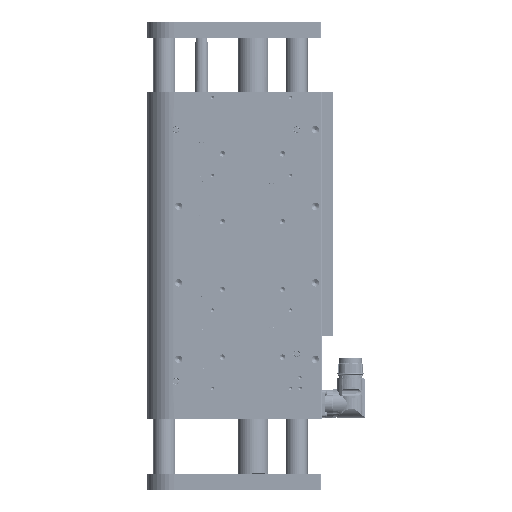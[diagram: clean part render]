
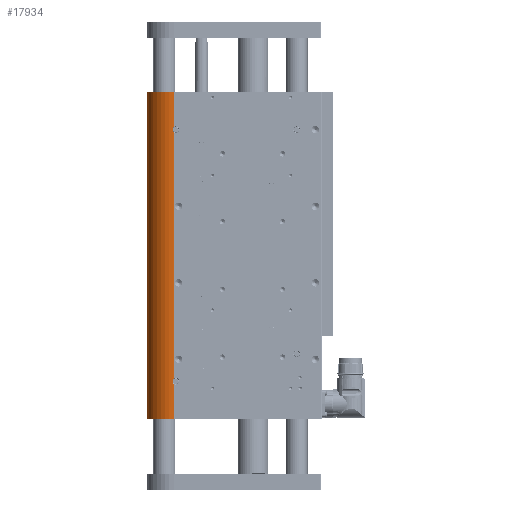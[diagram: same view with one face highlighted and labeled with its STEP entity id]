
A CAD part, left-side view. The second image highlights one B-rep face of the part: STEP entity #17934.
In plain terms, the highlighted cylindrical face has radius 25 mm (diameter 50 mm), a partial arc.
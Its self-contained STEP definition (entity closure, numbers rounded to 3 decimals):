
#1354 = CARTESIAN_POINT ( 'NONE',  ( -24.988, 72.807, 266.455 ) ) ;
#2122 = ORIENTED_EDGE ( 'NONE', *, *, #11121, .F. ) ;
#2832 = VERTEX_POINT ( 'NONE', #137189 ) ;
#3643 = EDGE_CURVE ( 'NONE', #7521, #2832, #167710, .T. ) ;
#4882 = CARTESIAN_POINT ( 'NONE',  ( -24.982, 72.963, 262.756 ) ) ;
#5064 = ORIENTED_EDGE ( 'NONE', *, *, #3643, .F. ) ;
#5523 = CARTESIAN_POINT ( 'NONE',  ( -24.956, 73.481, 34.632 ) ) ;
#6418 = CARTESIAN_POINT ( 'NONE',  ( -25., 72.23, 36.996 ) ) ;
#6765 = CARTESIAN_POINT ( 'NONE',  ( 25., 72., 299. ) ) ;
#7285 = CIRCLE ( 'NONE', #106727, 25. ) ;
#7521 = VERTEX_POINT ( 'NONE', #50630 ) ;
#11121 = EDGE_CURVE ( 'NONE', #73514, #80654, #51862, .T. ) ;
#11204 = ORIENTED_EDGE ( 'NONE', *, *, #24900, .T. ) ;
#13060 = EDGE_CURVE ( 'NONE', #50738, #135145, #155759, .T. ) ;
#17127 = VECTOR ( 'NONE', #45642, 1000. ) ;
#17673 = VECTOR ( 'NONE', #22102, 1000. ) ;
#17934 = ADVANCED_FACE ( 'NONE', ( #143741 ), #38533, .T. ) ;
#18154 = CARTESIAN_POINT ( 'NONE',  ( -24.988, 72.807, 262.545 ) ) ;
#22102 = DIRECTION ( 'NONE',  ( 0., 0., -1. ) ) ;
#24900 = EDGE_CURVE ( 'NONE', #97231, #80654, #58160, .T. ) ;
#25014 = DIRECTION ( 'NONE',  ( 0., 0., 1. ) ) ;
#26617 = B_SPLINE_CURVE_WITH_KNOTS ( 'NONE', 3,
 ( #32164, #130158, #58819, #113180, #167644, #45580, #88235, #74912, #127483, #5523, #59696, #168527, #46450, #100722, #33060, #87336, #141818, #74023, #6418, #60587 ),
 .UNSPECIFIED., .F., .F.,
 ( 4, 2, 2, 2, 2, 2, 2, 2, 2, 4 ),
 ( 0., 0.001, 0.002, 0.003, 0.003, 0.004, 0.004, 0.005, 0.006, 0.006 ),
 .UNSPECIFIED. ) ;
#28462 = B_SPLINE_CURVE_WITH_KNOTS ( 'NONE', 3,
 ( #123330, #110780, #72506, #18154, #4882, #59056, #113420, #167884, #44071, #109920, #83202, #45816, #139383, #44943, #69898, #42285, #1354, #100062, #29766, #28898 ),
 .UNSPECIFIED., .F., .F.,
 ( 4, 2, 2, 2, 2, 2, 2, 2, 2, 4 ),
 ( 0., 0.001, 0.002, 0.003, 0.003, 0.004, 0.004, 0.005, 0.006, 0.006 ),
 .UNSPECIFIED. ) ;
#28898 = CARTESIAN_POINT ( 'NONE',  ( -25., 72., 267.127 ) ) ;
#29766 = CARTESIAN_POINT ( 'NONE',  ( -25., 72.23, 266.996 ) ) ;
#32164 = CARTESIAN_POINT ( 'NONE',  ( -25., 72., 31.873 ) ) ;
#33060 = CARTESIAN_POINT ( 'NONE',  ( -24.97, 73.221, 35.78 ) ) ;
#35008 = DIRECTION ( 'NONE',  ( 0., 0., -1. ) ) ;
#38219 = ORIENTED_EDGE ( 'NONE', *, *, #113840, .T. ) ;
#38533 = CYLINDRICAL_SURFACE ( 'NONE', #142264, 25. ) ;
#40718 = LINE ( 'NONE', #41601, #96713 ) ;
#41601 = CARTESIAN_POINT ( 'NONE',  ( 25., 72., 299. ) ) ;
#42285 = CARTESIAN_POINT ( 'NONE',  ( -24.982, 72.964, 266.244 ) ) ;
#44071 = CARTESIAN_POINT ( 'NONE',  ( -24.956, 73.481, 264.239 ) ) ;
#44943 = CARTESIAN_POINT ( 'NONE',  ( -24.965, 73.317, 265.537 ) ) ;
#45580 = CARTESIAN_POINT ( 'NONE',  ( -24.971, 73.22, 33.218 ) ) ;
#45642 = DIRECTION ( 'NONE',  ( 0., 0., -1. ) ) ;
#45816 = CARTESIAN_POINT ( 'NONE',  ( -24.958, 73.44, 265.024 ) ) ;
#45967 = VECTOR ( 'NONE', #68751, 1000. ) ;
#46450 = CARTESIAN_POINT ( 'NONE',  ( -24.96, 73.415, 35.155 ) ) ;
#48300 = CARTESIAN_POINT ( 'NONE',  ( -25., 72., 0. ) ) ;
#48398 = DIRECTION ( 'NONE',  ( -1., 0., 0. ) ) ;
#48984 = CARTESIAN_POINT ( 'NONE',  ( -25., 72., 31.873 ) ) ;
#50630 = CARTESIAN_POINT ( 'NONE',  ( -25., 72., 261.873 ) ) ;
#50738 = VERTEX_POINT ( 'NONE', #113980 ) ;
#51862 = LINE ( 'NONE', #78629, #45967 ) ;
#58160 = CIRCLE ( 'NONE', #160690, 25. ) ;
#58819 = CARTESIAN_POINT ( 'NONE',  ( -24.997, 72.438, 32.166 ) ) ;
#59056 = CARTESIAN_POINT ( 'NONE',  ( -24.971, 73.22, 263.218 ) ) ;
#59696 = CARTESIAN_POINT ( 'NONE',  ( -24.957, 73.473, 34.762 ) ) ;
#60587 = CARTESIAN_POINT ( 'NONE',  ( -25., 72., 37.127 ) ) ;
#68751 = DIRECTION ( 'NONE',  ( 0., 0., -1. ) ) ;
#69898 = CARTESIAN_POINT ( 'NONE',  ( -24.97, 73.221, 265.78 ) ) ;
#72506 = CARTESIAN_POINT ( 'NONE',  ( -24.997, 72.438, 262.166 ) ) ;
#73514 = VERTEX_POINT ( 'NONE', #48984 ) ;
#73747 = CARTESIAN_POINT ( 'NONE',  ( -25., 72., 299. ) ) ;
#74023 = CARTESIAN_POINT ( 'NONE',  ( -24.997, 72.441, 36.831 ) ) ;
#74912 = CARTESIAN_POINT ( 'NONE',  ( -24.958, 73.448, 33.973 ) ) ;
#78461 = ORIENTED_EDGE ( 'NONE', *, *, #122370, .F. ) ;
#78629 = CARTESIAN_POINT ( 'NONE',  ( -25., 72., 299. ) ) ;
#80654 = VERTEX_POINT ( 'NONE', #48300 ) ;
#83202 = CARTESIAN_POINT ( 'NONE',  ( -24.957, 73.473, 264.762 ) ) ;
#87336 = CARTESIAN_POINT ( 'NONE',  ( -24.982, 72.964, 36.244 ) ) ;
#88235 = CARTESIAN_POINT ( 'NONE',  ( -24.965, 73.317, 33.464 ) ) ;
#88748 = EDGE_LOOP ( 'NONE', ( #5064, #164164, #97826, #78461, #131668, #11204, #2122, #38219 ) ) ;
#89292 = CARTESIAN_POINT ( 'NONE',  ( 0., 72., 299. ) ) ;
#96713 = VECTOR ( 'NONE', #176209, 1000. ) ;
#97231 = VERTEX_POINT ( 'NONE', #161605 ) ;
#97826 = ORIENTED_EDGE ( 'NONE', *, *, #13060, .F. ) ;
#98695 = DIRECTION ( 'NONE',  ( 1., 0., 0. ) ) ;
#100062 = CARTESIAN_POINT ( 'NONE',  ( -24.997, 72.441, 266.831 ) ) ;
#100722 = CARTESIAN_POINT ( 'NONE',  ( -24.965, 73.317, 35.537 ) ) ;
#101314 = DIRECTION ( 'NONE',  ( 0., 0., 1. ) ) ;
#106727 = AXIS2_PLACEMENT_3D ( 'NONE', #131973, #25014, #172150 ) ;
#109920 = CARTESIAN_POINT ( 'NONE',  ( -24.956, 73.481, 264.632 ) ) ;
#110780 = CARTESIAN_POINT ( 'NONE',  ( -25., 72.229, 262.004 ) ) ;
#113180 = CARTESIAN_POINT ( 'NONE',  ( -24.988, 72.807, 32.545 ) ) ;
#113420 = CARTESIAN_POINT ( 'NONE',  ( -24.965, 73.317, 263.464 ) ) ;
#113840 = EDGE_CURVE ( 'NONE', #73514, #2832, #26617, .T. ) ;
#113980 = CARTESIAN_POINT ( 'NONE',  ( -25., 72., 299. ) ) ;
#114288 = EDGE_CURVE ( 'NONE', #7521, #135145, #28462, .T. ) ;
#115916 = CARTESIAN_POINT ( 'NONE',  ( -25., 72., 299. ) ) ;
#122370 = EDGE_CURVE ( 'NONE', #175817, #50738, #7285, .T. ) ;
#123330 = CARTESIAN_POINT ( 'NONE',  ( -25., 72., 261.873 ) ) ;
#127483 = CARTESIAN_POINT ( 'NONE',  ( -24.956, 73.481, 34.239 ) ) ;
#130158 = CARTESIAN_POINT ( 'NONE',  ( -25., 72.229, 32.004 ) ) ;
#131668 = ORIENTED_EDGE ( 'NONE', *, *, #165761, .T. ) ;
#131973 = CARTESIAN_POINT ( 'NONE',  ( 0., 72., 299. ) ) ;
#135145 = VERTEX_POINT ( 'NONE', #169438 ) ;
#137189 = CARTESIAN_POINT ( 'NONE',  ( -25., 72., 37.127 ) ) ;
#139383 = CARTESIAN_POINT ( 'NONE',  ( -24.96, 73.415, 265.155 ) ) ;
#141818 = CARTESIAN_POINT ( 'NONE',  ( -24.988, 72.807, 36.455 ) ) ;
#142264 = AXIS2_PLACEMENT_3D ( 'NONE', #89292, #35008, #48398 ) ;
#143741 = FACE_OUTER_BOUND ( 'NONE', #88748, .T. ) ;
#155759 = LINE ( 'NONE', #73747, #17673 ) ;
#160690 = AXIS2_PLACEMENT_3D ( 'NONE', #167353, #101314, #98695 ) ;
#161605 = CARTESIAN_POINT ( 'NONE',  ( 25., 72., 0. ) ) ;
#164164 = ORIENTED_EDGE ( 'NONE', *, *, #114288, .T. ) ;
#165761 = EDGE_CURVE ( 'NONE', #175817, #97231, #40718, .T. ) ;
#167353 = CARTESIAN_POINT ( 'NONE',  ( 0., 72., 0. ) ) ;
#167644 = CARTESIAN_POINT ( 'NONE',  ( -24.982, 72.963, 32.756 ) ) ;
#167710 = LINE ( 'NONE', #115916, #17127 ) ;
#167884 = CARTESIAN_POINT ( 'NONE',  ( -24.958, 73.448, 263.973 ) ) ;
#168527 = CARTESIAN_POINT ( 'NONE',  ( -24.958, 73.44, 35.024 ) ) ;
#169438 = CARTESIAN_POINT ( 'NONE',  ( -25., 72., 267.127 ) ) ;
#172150 = DIRECTION ( 'NONE',  ( 1., 0., 0. ) ) ;
#175817 = VERTEX_POINT ( 'NONE', #6765 ) ;
#176209 = DIRECTION ( 'NONE',  ( 0., 0., -1. ) ) ;
